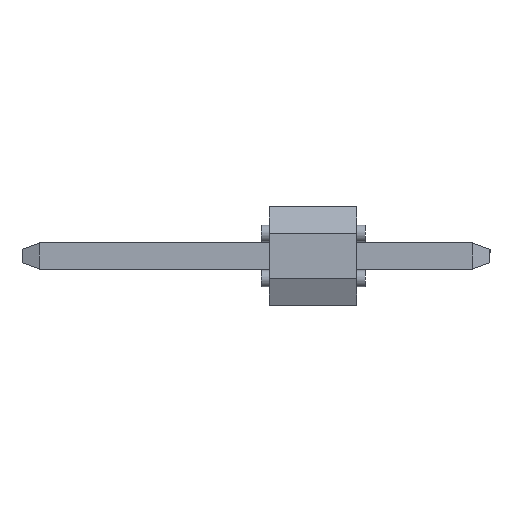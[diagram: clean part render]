
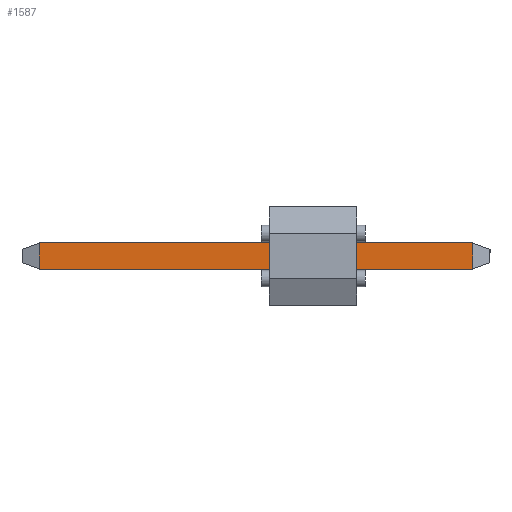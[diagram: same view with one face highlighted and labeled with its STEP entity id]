
A CAD part, left-side view. The second image highlights one B-rep face of the part: STEP entity #1587.
In plain terms, the highlighted planar face has unit normal (-1, 0, 0).
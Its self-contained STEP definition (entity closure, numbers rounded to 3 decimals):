
#38 = CARTESIAN_POINT ( 'NONE',  ( -2.86, -2.624, -0.32 ) ) ;
#148 = LINE ( 'NONE', #2306, #192 ) ;
#192 = VECTOR ( 'NONE', #1916, 1000. ) ;
#248 = LINE ( 'NONE', #38, #1356 ) ;
#290 = VECTOR ( 'NONE', #1993, 1000. ) ;
#293 = CARTESIAN_POINT ( 'NONE',  ( -2.86, 7.954, 0.32 ) ) ;
#352 = FACE_OUTER_BOUND ( 'NONE', #2058, .T. ) ;
#607 = EDGE_CURVE ( 'NONE', #1984, #952, #815, .T. ) ;
#667 = DIRECTION ( 'NONE',  ( 0., 0., 1. ) ) ;
#721 = PLANE ( 'NONE',  #2003 ) ;
#731 = DIRECTION ( 'NONE',  ( 0., 0., -1. ) ) ;
#808 = ORIENTED_EDGE ( 'NONE', *, *, #607, .T. ) ;
#815 = LINE ( 'NONE', #1657, #290 ) ;
#879 = ORIENTED_EDGE ( 'NONE', *, *, #1600, .F. ) ;
#927 = CARTESIAN_POINT ( 'NONE',  ( -2.86, 8.38, -0.32 ) ) ;
#952 = VERTEX_POINT ( 'NONE', #1945 ) ;
#958 = CARTESIAN_POINT ( 'NONE',  ( -2.86, 7.954, -0.32 ) ) ;
#1033 = ORIENTED_EDGE ( 'NONE', *, *, #1747, .F. ) ;
#1063 = VECTOR ( 'NONE', #1748, 1000. ) ;
#1106 = VERTEX_POINT ( 'NONE', #2547 ) ;
#1181 = EDGE_CURVE ( 'NONE', #952, #1106, #248, .T. ) ;
#1196 = VERTEX_POINT ( 'NONE', #293 ) ;
#1356 = VECTOR ( 'NONE', #667, 1000. ) ;
#1368 = LINE ( 'NONE', #958, #1063 ) ;
#1587 = ADVANCED_FACE ( 'NONE', ( #352 ), #721, .F. ) ;
#1600 = EDGE_CURVE ( 'NONE', #1196, #1106, #148, .T. ) ;
#1657 = CARTESIAN_POINT ( 'NONE',  ( -2.86, 8.38, -0.32 ) ) ;
#1658 = ORIENTED_EDGE ( 'NONE', *, *, #1181, .T. ) ;
#1747 = EDGE_CURVE ( 'NONE', #1984, #1196, #1368, .T. ) ;
#1748 = DIRECTION ( 'NONE',  ( 0., 0., 1. ) ) ;
#1916 = DIRECTION ( 'NONE',  ( 0., -1., 0. ) ) ;
#1945 = CARTESIAN_POINT ( 'NONE',  ( -2.86, -2.624, -0.32 ) ) ;
#1984 = VERTEX_POINT ( 'NONE', #2523 ) ;
#1993 = DIRECTION ( 'NONE',  ( 0., -1., 0. ) ) ;
#2003 = AXIS2_PLACEMENT_3D ( 'NONE', #927, #2494, #731 ) ;
#2058 = EDGE_LOOP ( 'NONE', ( #1658, #879, #1033, #808 ) ) ;
#2306 = CARTESIAN_POINT ( 'NONE',  ( -2.86, 8.38, 0.32 ) ) ;
#2494 = DIRECTION ( 'NONE',  ( 1., 0., 0. ) ) ;
#2523 = CARTESIAN_POINT ( 'NONE',  ( -2.86, 7.954, -0.32 ) ) ;
#2547 = CARTESIAN_POINT ( 'NONE',  ( -2.86, -2.624, 0.32 ) ) ;
